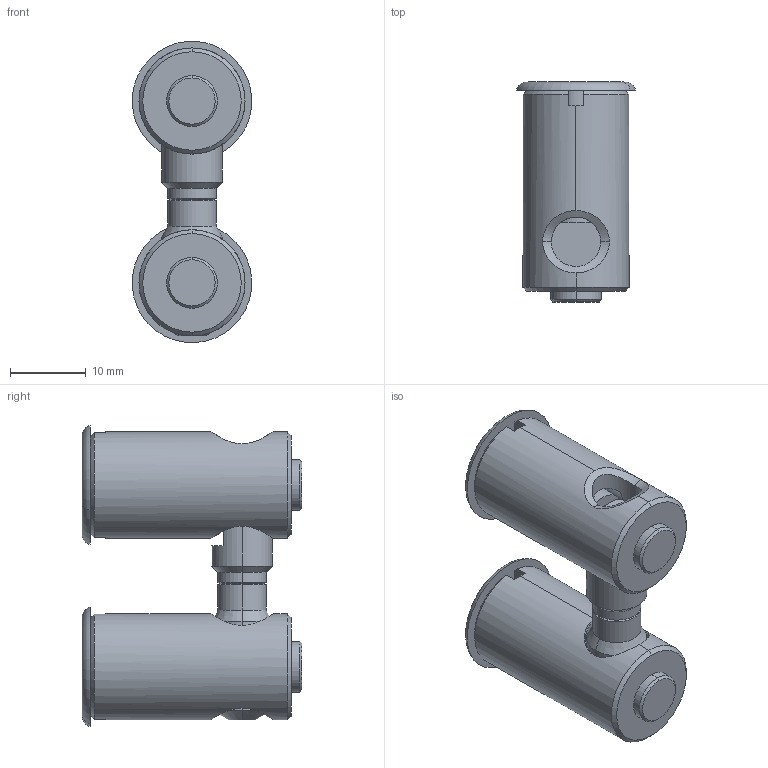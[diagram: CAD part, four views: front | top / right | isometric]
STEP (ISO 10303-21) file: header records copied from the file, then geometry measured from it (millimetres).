
FILE_DESCRIPTION (( 'STEP AP214' ), '1' );
FILE_NAME ('099bg081433.STEP', '2014-08-21T12:18:58', ( '' ), ( '' ), 'SwSTEP 2.0', 'SolidWorks 2014', '' );
FILE_SCHEMA (( 'AUTOMOTIVE_DESIGN' ));
Length unit declared in the file: millimetre
Products named in the file (7): Set screw ISO 4028 M10x12_Standard; 099bg081429r04_Standard; 099bg081433r02_Standard; 099bg081433r01_Standard; 099bg081429r03_Standard; 099bg081429r01_Standard; 099bg081433
Assembly tree (7 placements, depth 2):
  099bg081433
    099bg081429r01_Standard
    099bg081429r03_Standard
    099bg081433r01_Standard
    099bg081433r02_Standard
    099bg081429r04_Standard  x2
    Set screw ISO 4028 M10x12_Standard
Bounding box: 15.78 x 29 x 39.77 mm (x, y, z)
Volume: 8549.5 mm3; surface area: 7284.5 mm2
Topology: 7 solids, 7 shells, 171 faces, 397 edges, 241 vertices
Faces by surface type: plane 60, cone 51, cylinder 42, bspline 8, torus 6, sphere 4
Entity records: 6565 total; most frequent: CARTESIAN_POINT 2371, DIRECTION 772, ORIENTED_EDGE 746, EDGE_CURVE 373, AXIS2_PLACEMENT_3D 302, VERTEX_POINT 227, EDGE_LOOP 168, LINE 168
